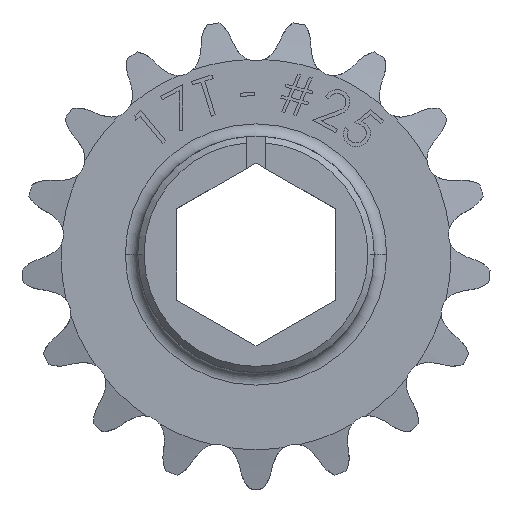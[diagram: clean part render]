
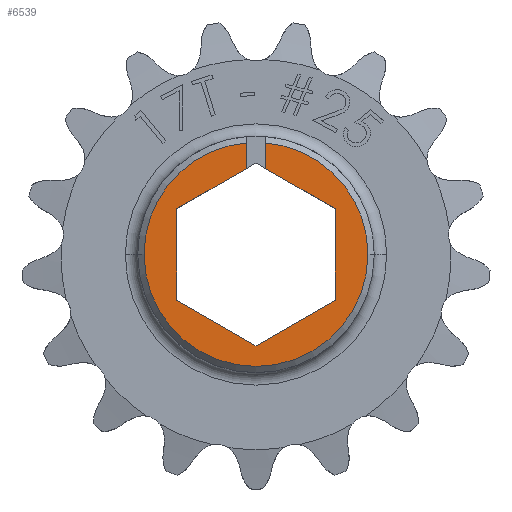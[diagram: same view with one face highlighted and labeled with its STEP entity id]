
A CAD part, top view. The second image highlights one B-rep face of the part: STEP entity #6539.
In plain terms, the highlighted planar face has unit normal (0, 0, 1).
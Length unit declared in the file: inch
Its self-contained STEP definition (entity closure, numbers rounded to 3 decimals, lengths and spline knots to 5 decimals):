
#86 = DIRECTION ( 'NONE',  ( 0., -1., 0. ) ) ;
#306 = DIRECTION ( 'NONE',  ( 1., 0., 0. ) ) ;
#390 = CIRCLE ( 'NONE', #2703, 0.355 ) ;
#418 = LINE ( 'NONE', #3697, #976 ) ;
#580 = ORIENTED_EDGE ( 'NONE', *, *, #995, .F. ) ;
#604 = ORIENTED_EDGE ( 'NONE', *, *, #10006, .F. ) ;
#611 = CARTESIAN_POINT ( 'NONE',  ( 0., 0., 0.1875 ) ) ;
#628 = LINE ( 'NONE', #5064, #4358 ) ;
#707 = DIRECTION ( 'NONE',  ( 0., 1., 0. ) ) ;
#826 = CARTESIAN_POINT ( 'NONE',  ( 0., 0., 0.1875 ) ) ;
#976 = VECTOR ( 'NONE', #9628, 39.37008 ) ;
#995 = EDGE_CURVE ( 'NONE', #5203, #7644, #2701, .T. ) ;
#1028 = CARTESIAN_POINT ( 'NONE',  ( -0.03125, 0.27179, 0.1875 ) ) ;
#1145 = DIRECTION ( 'NONE',  ( 0., 0., 1. ) ) ;
#1183 = VERTEX_POINT ( 'NONE', #5630 ) ;
#1276 = DIRECTION ( 'NONE',  ( 1., 0., 0. ) ) ;
#1281 = CARTESIAN_POINT ( 'NONE',  ( -0.03125, 0.35362, 0.1875 ) ) ;
#1450 = EDGE_CURVE ( 'NONE', #5625, #5846, #3231, .T. ) ;
#1570 = EDGE_CURVE ( 'NONE', #5814, #5625, #390, .T. ) ;
#1821 = VECTOR ( 'NONE', #6038, 39.37008 ) ;
#1942 = CARTESIAN_POINT ( 'NONE',  ( 0.03125, 0.35362, 0.1875 ) ) ;
#2430 = DIRECTION ( 'NONE',  ( 0., 0., 1. ) ) ;
#2701 = LINE ( 'NONE', #10351, #9455 ) ;
#2703 = AXIS2_PLACEMENT_3D ( 'NONE', #826, #2430, #8377 ) ;
#2869 = CARTESIAN_POINT ( 'NONE',  ( 0.251, -0.14491, 0.1875 ) ) ;
#2877 = CARTESIAN_POINT ( 'NONE',  ( -0.251, 0.14491, 0.1875 ) ) ;
#2913 = CARTESIAN_POINT ( 'NONE',  ( 0.251, 0.14491, 0.1875 ) ) ;
#2969 = EDGE_LOOP ( 'NONE', ( #3939, #604, #7017, #7529, #3071, #580, #6332, #6566, #5778, #9144, #10793 ) ) ;
#2998 = DIRECTION ( 'NONE',  ( 1., 0., 0. ) ) ;
#3071 = ORIENTED_EDGE ( 'NONE', *, *, #6384, .F. ) ;
#3231 = CIRCLE ( 'NONE', #4999, 0.355 ) ;
#3332 = VERTEX_POINT ( 'NONE', #2913 ) ;
#3481 = DIRECTION ( 'NONE',  ( 0., -1., 0. ) ) ;
#3527 = CARTESIAN_POINT ( 'NONE',  ( -0.03125, 0.09217, 0.1875 ) ) ;
#3697 = CARTESIAN_POINT ( 'NONE',  ( 0.03125, 0.09217, 0.1875 ) ) ;
#3905 = CARTESIAN_POINT ( 'NONE',  ( -0.355, 0., 0.1875 ) ) ;
#3939 = ORIENTED_EDGE ( 'NONE', *, *, #6553, .F. ) ;
#4204 = LINE ( 'NONE', #5924, #1821 ) ;
#4358 = VECTOR ( 'NONE', #4894, 39.37008 ) ;
#4363 = CARTESIAN_POINT ( 'NONE',  ( 0., -0.28983, 0.1875 ) ) ;
#4581 = CARTESIAN_POINT ( 'NONE',  ( 0., 0., 0.1875 ) ) ;
#4712 = CARTESIAN_POINT ( 'NONE',  ( 0.251, -0.14491, 0.1875 ) ) ;
#4894 = DIRECTION ( 'NONE',  ( -0.866, -0.5, 0. ) ) ;
#4999 = AXIS2_PLACEMENT_3D ( 'NONE', #611, #9708, #1276 ) ;
#5064 = CARTESIAN_POINT ( 'NONE',  ( 0., 0.28983, 0.1875 ) ) ;
#5079 = LINE ( 'NONE', #3527, #8691 ) ;
#5203 = VERTEX_POINT ( 'NONE', #2877 ) ;
#5362 = CARTESIAN_POINT ( 'NONE',  ( 0.251, 0.14491, 0.1875 ) ) ;
#5595 = CIRCLE ( 'NONE', #5949, 0.355 ) ;
#5625 = VERTEX_POINT ( 'NONE', #3905 ) ;
#5630 = CARTESIAN_POINT ( 'NONE',  ( 0.03125, 0.27179, 0.1875 ) ) ;
#5778 = ORIENTED_EDGE ( 'NONE', *, *, #1570, .T. ) ;
#5814 = VERTEX_POINT ( 'NONE', #1281 ) ;
#5846 = VERTEX_POINT ( 'NONE', #9771 ) ;
#5924 = CARTESIAN_POINT ( 'NONE',  ( -0.251, -0.14491, 0.1875 ) ) ;
#5949 = AXIS2_PLACEMENT_3D ( 'NONE', #9822, #6273, #2998 ) ;
#6038 = DIRECTION ( 'NONE',  ( 0.866, -0.5, 0. ) ) ;
#6188 = VERTEX_POINT ( 'NONE', #1942 ) ;
#6273 = DIRECTION ( 'NONE',  ( 0., 0., 1. ) ) ;
#6281 = AXIS2_PLACEMENT_3D ( 'NONE', #4581, #1145, #306 ) ;
#6304 = EDGE_CURVE ( 'NONE', #10029, #3332, #10641, .T. ) ;
#6332 = ORIENTED_EDGE ( 'NONE', *, *, #7965, .F. ) ;
#6384 = EDGE_CURVE ( 'NONE', #7644, #6966, #4204, .T. ) ;
#6461 = VECTOR ( 'NONE', #9330, 39.37008 ) ;
#6539 = ADVANCED_FACE ( 'NONE', ( #8853 ), #8799, .T. ) ;
#6553 = EDGE_CURVE ( 'NONE', #1183, #6188, #418, .T. ) ;
#6566 = ORIENTED_EDGE ( 'NONE', *, *, #9098, .F. ) ;
#6775 = CARTESIAN_POINT ( 'NONE',  ( 0., -0.28983, 0.1875 ) ) ;
#6966 = VERTEX_POINT ( 'NONE', #4363 ) ;
#7017 = ORIENTED_EDGE ( 'NONE', *, *, #6304, .F. ) ;
#7064 = EDGE_CURVE ( 'NONE', #6966, #10029, #8705, .T. ) ;
#7455 = VECTOR ( 'NONE', #7915, 39.37008 ) ;
#7529 = ORIENTED_EDGE ( 'NONE', *, *, #7064, .F. ) ;
#7644 = VERTEX_POINT ( 'NONE', #10395 ) ;
#7915 = DIRECTION ( 'NONE',  ( -0.866, 0.5, 0. ) ) ;
#7965 = EDGE_CURVE ( 'NONE', #10165, #5203, #628, .T. ) ;
#8151 = EDGE_CURVE ( 'NONE', #5846, #6188, #5595, .T. ) ;
#8377 = DIRECTION ( 'NONE',  ( 1., 0., 0. ) ) ;
#8691 = VECTOR ( 'NONE', #86, 39.37008 ) ;
#8705 = LINE ( 'NONE', #6775, #6461 ) ;
#8799 = PLANE ( 'NONE',  #6281 ) ;
#8853 = FACE_OUTER_BOUND ( 'NONE', #2969, .T. ) ;
#9098 = EDGE_CURVE ( 'NONE', #5814, #10165, #5079, .T. ) ;
#9144 = ORIENTED_EDGE ( 'NONE', *, *, #1450, .T. ) ;
#9330 = DIRECTION ( 'NONE',  ( 0.866, 0.5, 0. ) ) ;
#9455 = VECTOR ( 'NONE', #3481, 39.37008 ) ;
#9628 = DIRECTION ( 'NONE',  ( 0., 1., 0. ) ) ;
#9708 = DIRECTION ( 'NONE',  ( 0., 0., 1. ) ) ;
#9771 = CARTESIAN_POINT ( 'NONE',  ( 0.355, 0., 0.1875 ) ) ;
#9822 = CARTESIAN_POINT ( 'NONE',  ( 0., 0., 0.1875 ) ) ;
#10006 = EDGE_CURVE ( 'NONE', #3332, #1183, #10517, .T. ) ;
#10029 = VERTEX_POINT ( 'NONE', #2869 ) ;
#10165 = VERTEX_POINT ( 'NONE', #1028 ) ;
#10351 = CARTESIAN_POINT ( 'NONE',  ( -0.251, 0.14491, 0.1875 ) ) ;
#10395 = CARTESIAN_POINT ( 'NONE',  ( -0.251, -0.14491, 0.1875 ) ) ;
#10452 = VECTOR ( 'NONE', #707, 39.37008 ) ;
#10517 = LINE ( 'NONE', #5362, #7455 ) ;
#10641 = LINE ( 'NONE', #4712, #10452 ) ;
#10793 = ORIENTED_EDGE ( 'NONE', *, *, #8151, .T. ) ;
